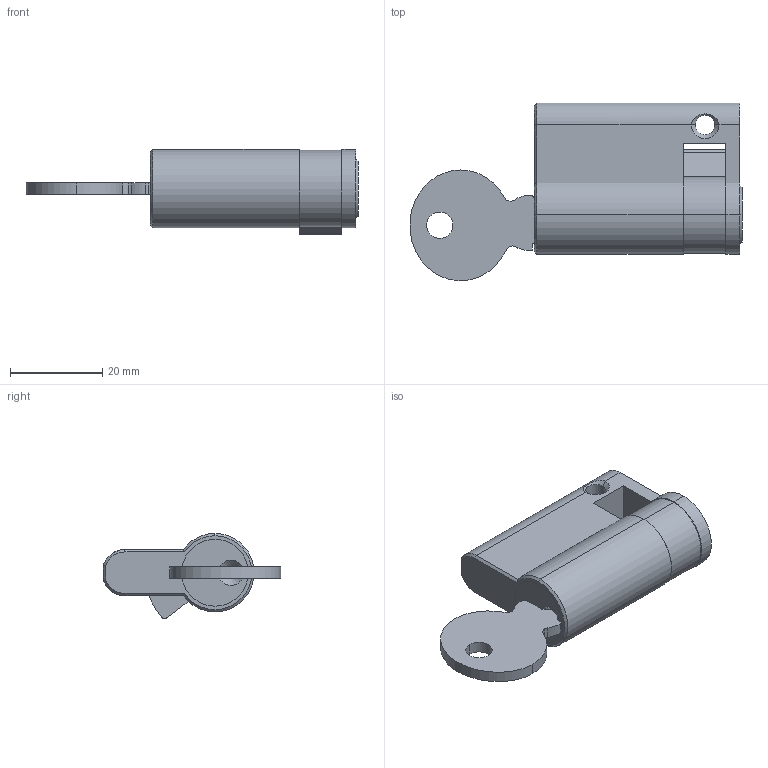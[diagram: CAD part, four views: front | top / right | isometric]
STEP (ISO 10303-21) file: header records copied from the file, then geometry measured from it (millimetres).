
FILE_DESCRIPTION (( 'STEP AP214' ), '1' );
FILE_NAME ('lock_assembly_eg.STEP', '2016-02-17T09:58:56', ( '' ), ( '' ), 'SwSTEP 2.0', 'SolidWorks 2015', '' );
FILE_SCHEMA (( 'AUTOMOTIVE_DESIGN' ));
Length unit declared in the file: millimetre
Products named in the file (8): lower_half_pin_x-depth_2; core_c_one-pair_of_pins; cylinder_sub-assembly_e; upper_half_pin_y_cut_depth_2; cylinder_d_one-pair_of_pins; lock_assembly_eg; core_sub-assembly_g; key_f
Assembly tree (7 placements, depth 3):
  lock_assembly_eg
    cylinder_sub-assembly_e
      cylinder_d_one-pair_of_pins
      upper_half_pin_y_cut_depth_2
    core_sub-assembly_g
      core_c_one-pair_of_pins
      lower_half_pin_x-depth_2
      key_f
Bounding box: 71.96 x 38.45 x 18.44 mm (x, y, z)
Volume: 17378.7 mm3; surface area: 11076.5 mm2
Topology: 5 solids, 5 shells, 111 faces, 281 edges, 181 vertices
Faces by surface type: plane 49, cylinder 42, cone 15, bspline 3, sphere 2
Entity records: 3950 total; most frequent: CARTESIAN_POINT 788, DIRECTION 600, ORIENTED_EDGE 562, EDGE_CURVE 281, AXIS2_PLACEMENT_3D 217, VERTEX_POINT 181, VECTOR 166, LINE 166
